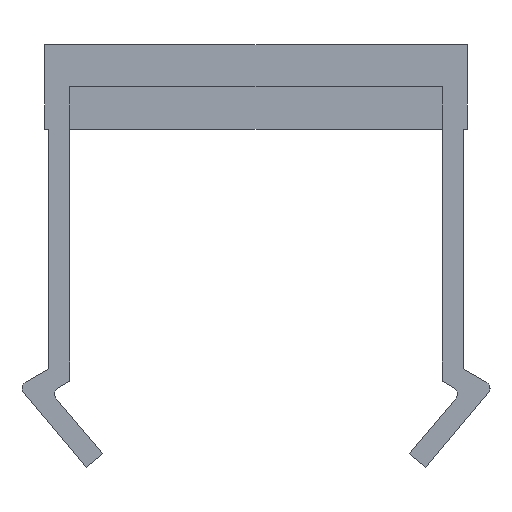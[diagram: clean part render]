
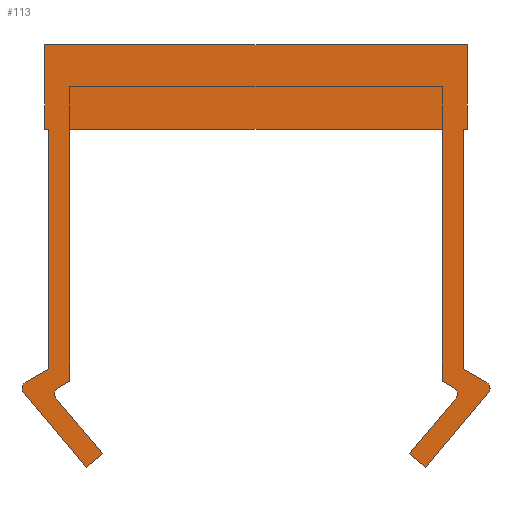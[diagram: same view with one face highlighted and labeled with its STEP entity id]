
A CAD part, left-side view. The second image highlights one B-rep face of the part: STEP entity #113.
In plain terms, the highlighted planar face has unit normal (-1, 0, 0).
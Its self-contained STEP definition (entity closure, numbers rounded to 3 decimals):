
#113=ADVANCED_FACE('',(#220),#221,.F.);
#220=FACE_OUTER_BOUND('',#318,.T.);
#221=PLANE('',#319);
#318=EDGE_LOOP('',(#583,#584,#585,#586,#587,#588,#589,#590,#591,#592,#593,#594,#595,#596,#597,#598,#599,#600,#601,#602,#603,#604,#605,#606));
#319=AXIS2_PLACEMENT_3D('',#607,#608,#609);
#583=ORIENTED_EDGE('',*,*,#626,.T.);
#584=ORIENTED_EDGE('',*,*,#635,.T.);
#585=ORIENTED_EDGE('',*,*,#639,.T.);
#586=ORIENTED_EDGE('',*,*,#643,.T.);
#587=ORIENTED_EDGE('',*,*,#647,.T.);
#588=ORIENTED_EDGE('',*,*,#651,.T.);
#589=ORIENTED_EDGE('',*,*,#655,.T.);
#590=ORIENTED_EDGE('',*,*,#659,.F.);
#591=ORIENTED_EDGE('',*,*,#663,.T.);
#592=ORIENTED_EDGE('',*,*,#667,.T.);
#593=ORIENTED_EDGE('',*,*,#671,.T.);
#594=ORIENTED_EDGE('',*,*,#675,.T.);
#595=ORIENTED_EDGE('',*,*,#679,.T.);
#596=ORIENTED_EDGE('',*,*,#683,.T.);
#597=ORIENTED_EDGE('',*,*,#687,.T.);
#598=ORIENTED_EDGE('',*,*,#691,.T.);
#599=ORIENTED_EDGE('',*,*,#695,.T.);
#600=ORIENTED_EDGE('',*,*,#699,.F.);
#601=ORIENTED_EDGE('',*,*,#703,.T.);
#602=ORIENTED_EDGE('',*,*,#707,.T.);
#603=ORIENTED_EDGE('',*,*,#711,.T.);
#604=ORIENTED_EDGE('',*,*,#715,.T.);
#605=ORIENTED_EDGE('',*,*,#719,.T.);
#606=ORIENTED_EDGE('',*,*,#722,.T.);
#607=CARTESIAN_POINT('',(0.0,0.,-4.173));
#608=DIRECTION('',(1.0,0.0,0.0));
#609=DIRECTION('',(0.0,0.0,-1.0));
#626=EDGE_CURVE('',#750,#748,#751,.T.);
#635=EDGE_CURVE('',#748,#762,#764,.T.);
#639=EDGE_CURVE('',#762,#768,#770,.T.);
#643=EDGE_CURVE('',#768,#774,#776,.T.);
#647=EDGE_CURVE('',#774,#780,#782,.T.);
#651=EDGE_CURVE('',#780,#786,#788,.T.);
#655=EDGE_CURVE('',#786,#792,#794,.T.);
#659=EDGE_CURVE('',#798,#792,#800,.T.);
#663=EDGE_CURVE('',#798,#804,#806,.T.);
#667=EDGE_CURVE('',#804,#810,#812,.T.);
#671=EDGE_CURVE('',#810,#816,#818,.T.);
#675=EDGE_CURVE('',#816,#822,#824,.T.);
#679=EDGE_CURVE('',#822,#828,#830,.T.);
#683=EDGE_CURVE('',#828,#834,#836,.T.);
#687=EDGE_CURVE('',#834,#840,#842,.T.);
#691=EDGE_CURVE('',#840,#846,#848,.T.);
#695=EDGE_CURVE('',#846,#852,#854,.T.);
#699=EDGE_CURVE('',#858,#852,#860,.T.);
#703=EDGE_CURVE('',#858,#864,#866,.T.);
#707=EDGE_CURVE('',#864,#870,#872,.T.);
#711=EDGE_CURVE('',#870,#876,#878,.T.);
#715=EDGE_CURVE('',#876,#882,#884,.T.);
#719=EDGE_CURVE('',#882,#888,#890,.T.);
#722=EDGE_CURVE('',#888,#750,#893,.T.);
#748=VERTEX_POINT('',#929);
#750=VERTEX_POINT('',#932);
#751=LINE('',#933,#934);
#762=VERTEX_POINT('',#950);
#764=LINE('',#953,#954);
#768=VERTEX_POINT('',#959);
#770=LINE('',#962,#963);
#774=VERTEX_POINT('',#967);
#776=CIRCLE('',#970,0.153);
#780=VERTEX_POINT('',#975);
#782=LINE('',#978,#979);
#786=VERTEX_POINT('',#984);
#788=LINE('',#987,#988);
#792=VERTEX_POINT('',#993);
#794=LINE('',#996,#997);
#798=VERTEX_POINT('',#1001);
#800=CIRCLE('',#1004,0.153);
#804=VERTEX_POINT('',#1009);
#806=LINE('',#1012,#1013);
#810=VERTEX_POINT('',#1018);
#812=LINE('',#1021,#1022);
#816=VERTEX_POINT('',#1027);
#818=LINE('',#1030,#1031);
#822=VERTEX_POINT('',#1036);
#824=LINE('',#1039,#1040);
#828=VERTEX_POINT('',#1045);
#830=LINE('',#1048,#1049);
#834=VERTEX_POINT('',#1054);
#836=LINE('',#1057,#1058);
#840=VERTEX_POINT('',#1063);
#842=LINE('',#1066,#1067);
#846=VERTEX_POINT('',#1072);
#848=LINE('',#1075,#1076);
#852=VERTEX_POINT('',#1081);
#854=LINE('',#1084,#1085);
#858=VERTEX_POINT('',#1089);
#860=CIRCLE('',#1092,0.153);
#864=VERTEX_POINT('',#1097);
#866=LINE('',#1100,#1101);
#870=VERTEX_POINT('',#1106);
#872=LINE('',#1109,#1110);
#876=VERTEX_POINT('',#1115);
#878=LINE('',#1118,#1119);
#882=VERTEX_POINT('',#1123);
#884=CIRCLE('',#1126,0.153);
#888=VERTEX_POINT('',#1131);
#890=LINE('',#1134,#1135);
#893=LINE('',#1139,#1140);
#929=CARTESIAN_POINT('',(0.0,-4.4,-2.0));
#932=CARTESIAN_POINT('',(0.0,4.4,-2.0));
#933=CARTESIAN_POINT('',(0.0,4.4,-2.0));
#934=VECTOR('',#1155,1.0);
#950=CARTESIAN_POINT('',(0.0,-4.4,-7.958));
#953=CARTESIAN_POINT('',(0.0,-4.4,-2.0));
#954=VECTOR('',#1162,1.0);
#959=CARTESIAN_POINT('',(0.0,-4.693,-8.128));
#962=CARTESIAN_POINT('',(0.0,-4.4,-7.958));
#963=VECTOR('',#1165,1.0);
#967=CARTESIAN_POINT('',(0.0,-4.734,-8.358));
#970=AXIS2_PLACEMENT_3D('',#1170,#1171,#1172);
#975=CARTESIAN_POINT('',(0.0,-3.626,-9.679));
#978=CARTESIAN_POINT('',(0.0,-4.734,-8.358));
#979=VECTOR('',#1175,1.0);
#984=CARTESIAN_POINT('',(0.0,-4.009,-10.));
#987=CARTESIAN_POINT('',(0.0,-3.626,-9.679));
#988=VECTOR('',#1178,1.0);
#993=CARTESIAN_POINT('',(0.0,-5.5,-8.223));
#996=CARTESIAN_POINT('',(0.0,-4.009,-10.));
#997=VECTOR('',#1181,1.0);
#1001=CARTESIAN_POINT('',(0.0,-5.459,-7.992));
#1004=AXIS2_PLACEMENT_3D('',#1186,#1187,#1188);
#1009=CARTESIAN_POINT('',(0.0,-4.9,-7.67));
#1012=CARTESIAN_POINT('',(0.0,-5.459,-7.992));
#1013=VECTOR('',#1191,1.0);
#1018=CARTESIAN_POINT('',(0.0,-4.9,-2.));
#1021=CARTESIAN_POINT('',(0.0,-4.9,-7.67));
#1022=VECTOR('',#1194,1.0);
#1027=CARTESIAN_POINT('',(0.0,-5.0,-2.));
#1030=CARTESIAN_POINT('',(0.0,-4.9,-2.));
#1031=VECTOR('',#1197,1.0);
#1036=CARTESIAN_POINT('',(0.0,-5.0,0.));
#1039=CARTESIAN_POINT('',(0.0,-5.0,-2.));
#1040=VECTOR('',#1200,1.0);
#1045=CARTESIAN_POINT('',(0.0,5.0,0.));
#1048=CARTESIAN_POINT('',(0.0,-5.0,0.));
#1049=VECTOR('',#1203,1.0);
#1054=CARTESIAN_POINT('',(0.0,5.0,-2.));
#1057=CARTESIAN_POINT('',(0.0,5.0,0.));
#1058=VECTOR('',#1206,1.0);
#1063=CARTESIAN_POINT('',(0.0,4.9,-2.));
#1066=CARTESIAN_POINT('',(0.0,5.0,-2.));
#1067=VECTOR('',#1209,1.0);
#1072=CARTESIAN_POINT('',(0.0,4.9,-7.67));
#1075=CARTESIAN_POINT('',(0.0,4.9,-2.));
#1076=VECTOR('',#1212,1.0);
#1081=CARTESIAN_POINT('',(0.0,5.459,-7.992));
#1084=CARTESIAN_POINT('',(0.0,4.9,-7.67));
#1085=VECTOR('',#1215,1.0);
#1089=CARTESIAN_POINT('',(0.0,5.5,-8.223));
#1092=AXIS2_PLACEMENT_3D('',#1220,#1221,#1222);
#1097=CARTESIAN_POINT('',(0.0,4.009,-10.));
#1100=CARTESIAN_POINT('',(0.0,5.5,-8.223));
#1101=VECTOR('',#1225,1.0);
#1106=CARTESIAN_POINT('',(0.0,3.626,-9.679));
#1109=CARTESIAN_POINT('',(0.0,4.009,-10.));
#1110=VECTOR('',#1228,1.0);
#1115=CARTESIAN_POINT('',(0.0,4.734,-8.358));
#1118=CARTESIAN_POINT('',(0.0,3.626,-9.679));
#1119=VECTOR('',#1231,1.0);
#1123=CARTESIAN_POINT('',(0.0,4.693,-8.128));
#1126=AXIS2_PLACEMENT_3D('',#1236,#1237,#1238);
#1131=CARTESIAN_POINT('',(0.0,4.4,-7.958));
#1134=CARTESIAN_POINT('',(0.0,4.693,-8.128));
#1135=VECTOR('',#1241,1.0);
#1139=CARTESIAN_POINT('',(0.0,4.4,-7.958));
#1140=VECTOR('',#1243,1.0);
#1155=DIRECTION('',(0.0,-1.0,0.0));
#1162=DIRECTION('',(0.0,0.0,-1.0));
#1165=DIRECTION('',(0.0,-0.866,-0.5));
#1170=CARTESIAN_POINT('',(0.0,-4.617,-8.26));
#1171=DIRECTION('',(1.0,0.0,0.0));
#1172=DIRECTION('',(0.0,-0.5,0.866));
#1175=DIRECTION('',(0.0,0.643,-0.766));
#1178=DIRECTION('',(0.0,-0.766,-0.643));
#1181=DIRECTION('',(0.0,-0.643,0.766));
#1186=CARTESIAN_POINT('',(0.0,-5.383,-8.125));
#1187=DIRECTION('',(1.0,0.0,0.0));
#1188=DIRECTION('',(0.0,-0.5,0.866));
#1191=DIRECTION('',(0.0,0.866,0.5));
#1194=DIRECTION('',(0.0,0.0,1.0));
#1197=DIRECTION('',(0.0,-1.0,0.0));
#1200=DIRECTION('',(0.0,0.0,1.0));
#1203=DIRECTION('',(0.0,1.0,0.0));
#1206=DIRECTION('',(0.0,0.0,-1.0));
#1209=DIRECTION('',(0.0,-1.0,0.0));
#1212=DIRECTION('',(0.0,0.0,-1.0));
#1215=DIRECTION('',(0.0,0.866,-0.5));
#1220=CARTESIAN_POINT('',(0.0,5.383,-8.125));
#1221=DIRECTION('',(1.0,0.0,0.0));
#1222=DIRECTION('',(0.0,0.766,-0.643));
#1225=DIRECTION('',(0.0,-0.643,-0.766));
#1228=DIRECTION('',(0.0,-0.766,0.643));
#1231=DIRECTION('',(0.0,0.643,0.766));
#1236=CARTESIAN_POINT('',(0.0,4.617,-8.26));
#1237=DIRECTION('',(1.0,0.0,0.0));
#1238=DIRECTION('',(0.0,0.766,-0.643));
#1241=DIRECTION('',(0.0,-0.866,0.5));
#1243=DIRECTION('',(0.0,0.0,1.0));
